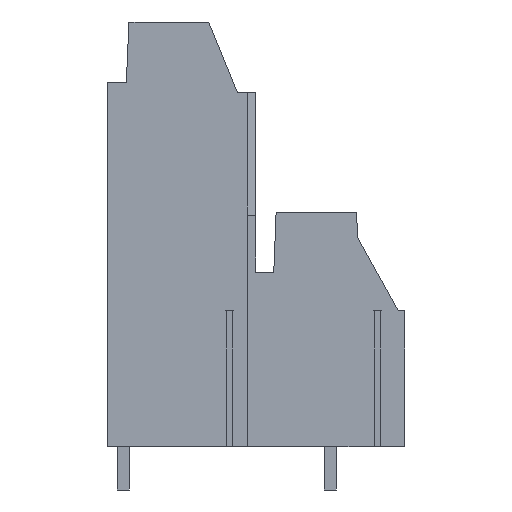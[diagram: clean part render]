
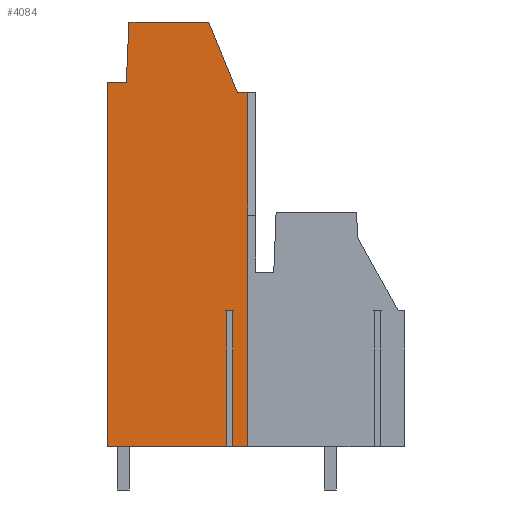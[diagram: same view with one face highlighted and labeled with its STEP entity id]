
A CAD part, left-side view. The second image highlights one B-rep face of the part: STEP entity #4084.
In plain terms, the highlighted planar face has unit normal (-1, 0, 0).
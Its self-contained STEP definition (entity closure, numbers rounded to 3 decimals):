
#4009=AXIS2_PLACEMENT_3D('Plane Axis2P3D',#4006,#4007,#4008) ;
#722=CARTESIAN_POINT('Vertex',(0.,21.94,3.2)) ;
#914=CARTESIAN_POINT('Vertex',(0.,11.574,3.2)) ;
#917=CARTESIAN_POINT('Line Origine',(0.,12.12,3.2)) ;
#921=CARTESIAN_POINT('Vertex',(0.,12.665,3.2)) ;
#970=CARTESIAN_POINT('Vertex',(0.,13.115,3.2)) ;
#973=CARTESIAN_POINT('Line Origine',(0.,17.528,3.2)) ;
#1350=CARTESIAN_POINT('Vertex',(0.,11.574,29.26)) ;
#1353=CARTESIAN_POINT('Line Origine',(0.,11.574,16.23)) ;
#4006=CARTESIAN_POINT('Axis2P3D Location',(0.,11.,17.2)) ;
#4011=CARTESIAN_POINT('Line Origine',(0.,21.94,16.625)) ;
#4015=CARTESIAN_POINT('Vertex',(0.,21.94,30.05)) ;
#4018=CARTESIAN_POINT('Line Origine',(0.,13.115,8.2)) ;
#4022=CARTESIAN_POINT('Vertex',(0.,13.115,13.2)) ;
#4025=CARTESIAN_POINT('Line Origine',(0.,12.89,13.2)) ;
#4029=CARTESIAN_POINT('Vertex',(0.,12.665,13.2)) ;
#4032=CARTESIAN_POINT('Line Origine',(0.,12.665,8.2)) ;
#4037=CARTESIAN_POINT('Line Origine',(0.,11.956,29.26)) ;
#4041=CARTESIAN_POINT('Vertex',(0.,12.337,29.26)) ;
#4044=CARTESIAN_POINT('Line Origine',(0.,13.393,31.865)) ;
#4048=CARTESIAN_POINT('Vertex',(0.,14.449,34.47)) ;
#4051=CARTESIAN_POINT('Line Origine',(0.,17.389,34.47)) ;
#4055=CARTESIAN_POINT('Vertex',(0.,20.328,34.47)) ;
#4058=CARTESIAN_POINT('Line Origine',(0.,20.424,32.26)) ;
#4062=CARTESIAN_POINT('Vertex',(0.,20.521,30.05)) ;
#4065=CARTESIAN_POINT('Line Origine',(0.,21.23,30.05)) ;
#918=DIRECTION('Vector Direction',(0.,1.,0.)) ;
#974=DIRECTION('Vector Direction',(0.,1.,0.)) ;
#1354=DIRECTION('Vector Direction',(0.,0.,1.)) ;
#4007=DIRECTION('Axis2P3D Direction',(1.,0.,0.)) ;
#4008=DIRECTION('Axis2P3D XDirection',(0.,1.,0.)) ;
#4012=DIRECTION('Vector Direction',(0.,0.,-1.)) ;
#4019=DIRECTION('Vector Direction',(0.,0.,1.)) ;
#4026=DIRECTION('Vector Direction',(0.,1.,0.)) ;
#4033=DIRECTION('Vector Direction',(0.,0.,1.)) ;
#4038=DIRECTION('Vector Direction',(0.,1.,0.)) ;
#4045=DIRECTION('Vector Direction',(0.,0.376,0.927)) ;
#4052=DIRECTION('Vector Direction',(0.,1.,0.)) ;
#4059=DIRECTION('Vector Direction',(0.,-0.044,0.999)) ;
#4066=DIRECTION('Vector Direction',(0.,1.,0.)) ;
#919=VECTOR('Line Direction',#918,1.) ;
#975=VECTOR('Line Direction',#974,1.) ;
#1355=VECTOR('Line Direction',#1354,1.) ;
#4013=VECTOR('Line Direction',#4012,1.) ;
#4020=VECTOR('Line Direction',#4019,1.) ;
#4027=VECTOR('Line Direction',#4026,1.) ;
#4034=VECTOR('Line Direction',#4033,1.) ;
#4039=VECTOR('Line Direction',#4038,1.) ;
#4046=VECTOR('Line Direction',#4045,1.) ;
#4053=VECTOR('Line Direction',#4052,1.) ;
#4060=VECTOR('Line Direction',#4059,1.) ;
#4067=VECTOR('Line Direction',#4066,1.) ;
#4071=ORIENTED_EDGE('',*,*,#4017,.T.) ;
#4072=ORIENTED_EDGE('',*,*,#977,.F.) ;
#4073=ORIENTED_EDGE('',*,*,#4024,.T.) ;
#4074=ORIENTED_EDGE('',*,*,#4031,.F.) ;
#4075=ORIENTED_EDGE('',*,*,#4036,.F.) ;
#4076=ORIENTED_EDGE('',*,*,#923,.F.) ;
#4077=ORIENTED_EDGE('',*,*,#1357,.T.) ;
#4078=ORIENTED_EDGE('',*,*,#4043,.T.) ;
#4079=ORIENTED_EDGE('',*,*,#4050,.T.) ;
#4080=ORIENTED_EDGE('',*,*,#4057,.T.) ;
#4081=ORIENTED_EDGE('',*,*,#4064,.F.) ;
#4082=ORIENTED_EDGE('',*,*,#4069,.T.) ;
#4084=ADVANCED_FACE('housing',(#4083),#4010,.F.) ;
#923=EDGE_CURVE('',#915,#922,#920,.T.) ;
#977=EDGE_CURVE('',#971,#723,#976,.T.) ;
#1357=EDGE_CURVE('',#915,#1351,#1356,.T.) ;
#4017=EDGE_CURVE('',#4016,#723,#4014,.T.) ;
#4024=EDGE_CURVE('',#971,#4023,#4021,.T.) ;
#4031=EDGE_CURVE('',#4030,#4023,#4028,.T.) ;
#4036=EDGE_CURVE('',#922,#4030,#4035,.T.) ;
#4043=EDGE_CURVE('',#1351,#4042,#4040,.T.) ;
#4050=EDGE_CURVE('',#4042,#4049,#4047,.T.) ;
#4057=EDGE_CURVE('',#4049,#4056,#4054,.T.) ;
#4064=EDGE_CURVE('',#4063,#4056,#4061,.T.) ;
#4069=EDGE_CURVE('',#4063,#4016,#4068,.T.) ;
#4070=EDGE_LOOP('',(#4071,#4072,#4073,#4074,#4075,#4076,#4077,#4078,#4079,#4080,#4081,#4082)) ;
#4083=FACE_OUTER_BOUND('',#4070,.T.) ;
#920=LINE('Line',#917,#919) ;
#976=LINE('Line',#973,#975) ;
#1356=LINE('Line',#1353,#1355) ;
#4014=LINE('Line',#4011,#4013) ;
#4021=LINE('Line',#4018,#4020) ;
#4028=LINE('Line',#4025,#4027) ;
#4035=LINE('Line',#4032,#4034) ;
#4040=LINE('Line',#4037,#4039) ;
#4047=LINE('Line',#4044,#4046) ;
#4054=LINE('Line',#4051,#4053) ;
#4061=LINE('Line',#4058,#4060) ;
#4068=LINE('Line',#4065,#4067) ;
#4010=PLANE('',#4009) ;
#723=VERTEX_POINT('',#722) ;
#915=VERTEX_POINT('',#914) ;
#922=VERTEX_POINT('',#921) ;
#971=VERTEX_POINT('',#970) ;
#1351=VERTEX_POINT('',#1350) ;
#4016=VERTEX_POINT('',#4015) ;
#4023=VERTEX_POINT('',#4022) ;
#4030=VERTEX_POINT('',#4029) ;
#4042=VERTEX_POINT('',#4041) ;
#4049=VERTEX_POINT('',#4048) ;
#4056=VERTEX_POINT('',#4055) ;
#4063=VERTEX_POINT('',#4062) ;
